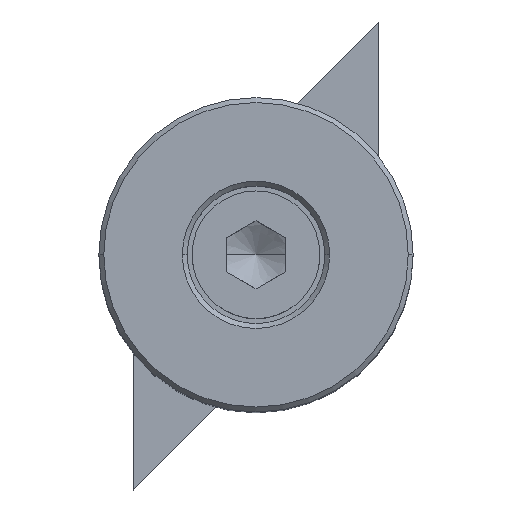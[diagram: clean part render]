
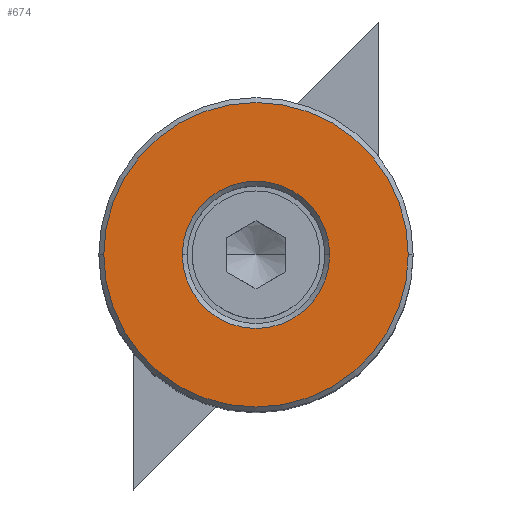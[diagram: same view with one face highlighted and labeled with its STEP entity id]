
A CAD part, top view. The second image highlights one B-rep face of the part: STEP entity #674.
In plain terms, the highlighted planar face has unit normal (0, 0, 1).
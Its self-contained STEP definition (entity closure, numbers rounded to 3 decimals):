
#346=VERTEX_POINT('',#858);
#550=EDGE_CURVE('',#634,#632,#1080,.T.);
#582=EDGE_CURVE('',#346,#612,#1116,.T.);
#612=VERTEX_POINT('',#1152);
#632=VERTEX_POINT('',#1175);
#634=VERTEX_POINT('',#1177);
#664=EDGE_CURVE('',#632,#634,#1213,.T.);
#666=EDGE_CURVE('',#612,#346,#1215,.T.);
#674=ADVANCED_FACE('',(#1223,#1224),#1225,.T.);
#858=CARTESIAN_POINT('',(-15.5,0.,50.0));
#1080=CIRCLE('',#1804,7.5);
#1116=CIRCLE('',#1858,15.5);
#1152=CARTESIAN_POINT('',(15.5,0.,50.0));
#1175=CARTESIAN_POINT('',(-7.5,0.,50.0));
#1177=CARTESIAN_POINT('',(7.5,0.,50.0));
#1213=CIRCLE('',#2000,7.5);
#1215=CIRCLE('',#2003,15.5);
#1223=FACE_BOUND('',#2011,.T.);
#1224=FACE_OUTER_BOUND('',#2012,.T.);
#1225=PLANE('',#2013);
#1804=AXIS2_PLACEMENT_3D('',#2468,#2469,#2470);
#1858=AXIS2_PLACEMENT_3D('',#2508,#2509,#2510);
#2000=AXIS2_PLACEMENT_3D('',#2658,#2659,#2660);
#2003=AXIS2_PLACEMENT_3D('',#2661,#2662,#2663);
#2011=EDGE_LOOP('',(#2665,#2666));
#2012=EDGE_LOOP('',(#2667,#2668));
#2013=AXIS2_PLACEMENT_3D('',#2669,#2670,#2671);
#2468=CARTESIAN_POINT('',(0.0,0.0,50.0));
#2469=DIRECTION('',(0.0,0.0,-1.0));
#2470=DIRECTION('',(1.0,0.,0.0));
#2508=CARTESIAN_POINT('',(0.0,0.0,50.0));
#2509=DIRECTION('',(0.0,-0.0,1.0));
#2510=DIRECTION('',(1.0,0.,0.0));
#2658=CARTESIAN_POINT('',(0.0,0.0,50.0));
#2659=DIRECTION('',(0.0,0.0,-1.0));
#2660=DIRECTION('',(1.0,0.,0.0));
#2661=CARTESIAN_POINT('',(0.0,0.0,50.0));
#2662=DIRECTION('',(0.0,-0.0,1.0));
#2663=DIRECTION('',(1.0,0.,0.0));
#2665=ORIENTED_EDGE('',*,*,#550,.T.);
#2666=ORIENTED_EDGE('',*,*,#664,.T.);
#2667=ORIENTED_EDGE('',*,*,#666,.T.);
#2668=ORIENTED_EDGE('',*,*,#582,.T.);
#2669=CARTESIAN_POINT('',(7.75,0.,50.0));
#2670=DIRECTION('',(0.0,0.0,1.0));
#2671=DIRECTION('',(1.0,0.,0.0));
